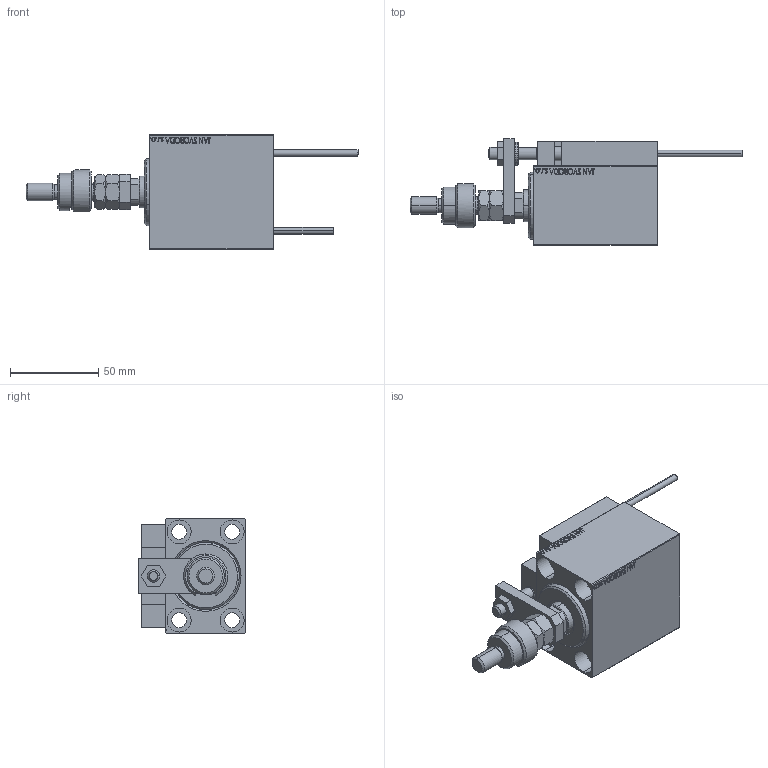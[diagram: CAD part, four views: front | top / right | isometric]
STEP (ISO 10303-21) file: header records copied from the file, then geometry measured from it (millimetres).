
FILE_DESCRIPTION (( 'STEP AP203' ), '1' );
FILE_NAME ('f673.STEP', '2024-03-01T18:58:06', ( '' ), ( '' ), 'SwSTEP 2.0', 'SolidWorks 2019', '' );
FILE_SCHEMA (( 'CONFIG_CONTROL_DESIGN' ));
Length unit declared in the file: millimetre
Products named in the file (18): ZARAZKA efbf4e2952d4604c47fac4cb3c115cf0; V450CM_VC_B efbf4e2952d4604c47fac4cb3c115cf0; FEMALE_PART_FOR_DFA efbf4e2952d4604c47fac4cb3c115cf0; KONCOVKA efbf4e2952d4604c47fac4cb3c115cf0; ALLEN BOLT D8 efbf4e2952d4604c47fac4cb3c115cf0; SWITCH DIM B,W efbf4e2952d4604c47fac4cb3c115cf0; f673; V450CM_C_VCP efbf4e2952d4604c47fac4cb3c115cf0; V450CM_C_Body efbf4e2952d4604c47fac4cb3c115cf0; NUT_D12 efbf4e2952d4604c47fac4cb3c115cf0; ALLEN BOLT D5 efbf4e2952d4604c47fac4cb3c115cf0; SWITCH X efbf4e2952d4604c47fac4cb3c115cf0; X_Y_DFA efbf4e2952d4604c47fac4cb3c115cf0; MFA efbf4e2952d4604c47fac4cb3c115cf0; SWITCH_X_FRONT_BACK efbf4e2952d4604c47fac4cb3c115cf0; TYC_L79 efbf4e2952d4604c47fac4cb3c115cf0; Block efbf4e2952d4604c47fac4cb3c115cf0; MAGNET efbf4e2952d4604c47fac4cb3c115cf0
Assembly tree (27 placements, depth 3):
  f673
    V450CM_C_Body efbf4e2952d4604c47fac4cb3c115cf0
    SWITCH X efbf4e2952d4604c47fac4cb3c115cf0
      SWITCH_X_FRONT_BACK efbf4e2952d4604c47fac4cb3c115cf0  x2
      TYC_L79 efbf4e2952d4604c47fac4cb3c115cf0
      Block efbf4e2952d4604c47fac4cb3c115cf0  x2
      ALLEN BOLT D5 efbf4e2952d4604c47fac4cb3c115cf0  x4
      ALLEN BOLT D8 efbf4e2952d4604c47fac4cb3c115cf0  x4
      MAGNET efbf4e2952d4604c47fac4cb3c115cf0  x2
      KONCOVKA efbf4e2952d4604c47fac4cb3c115cf0  x2
    NUT_D12 efbf4e2952d4604c47fac4cb3c115cf0
    SWITCH DIM B,W efbf4e2952d4604c47fac4cb3c115cf0
    ZARAZKA efbf4e2952d4604c47fac4cb3c115cf0
    V450CM_C_VCP efbf4e2952d4604c47fac4cb3c115cf0
    V450CM_VC_B efbf4e2952d4604c47fac4cb3c115cf0
    X_Y_DFA efbf4e2952d4604c47fac4cb3c115cf0
      FEMALE_PART_FOR_DFA efbf4e2952d4604c47fac4cb3c115cf0
      MFA efbf4e2952d4604c47fac4cb3c115cf0
Bounding box: 188 x 60.5 x 65 mm (x, y, z)
Volume: 234905 mm3; surface area: 74635.5 mm2
Topology: 25 solids, 25 shells, 1367 faces, 3252 edges, 2067 vertices
Faces by surface type: plane 588, bspline 380, cylinder 201, cone 146, torus 48, sphere 4
Entity records: 53098 total; most frequent: CARTESIAN_POINT 26729, ORIENTED_EDGE 5524, DIRECTION 3836, EDGE_CURVE 2762, VERTEX_POINT 1791, LINE 1544, VECTOR 1544, EDGE_LOOP 1281
